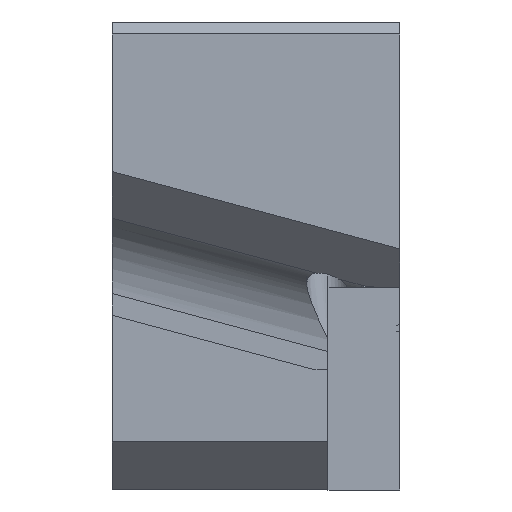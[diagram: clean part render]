
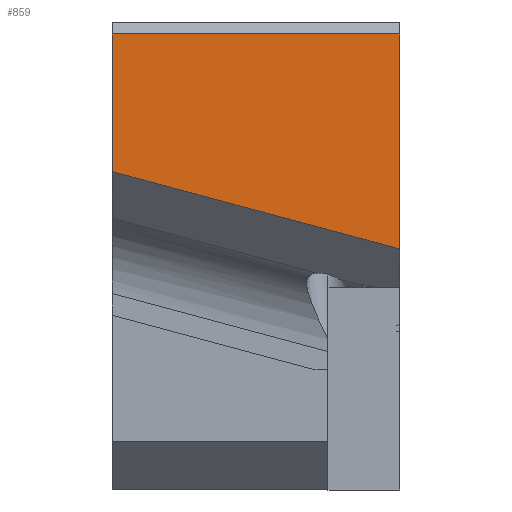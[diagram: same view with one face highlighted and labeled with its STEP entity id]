
A CAD part, left-side view. The second image highlights one B-rep face of the part: STEP entity #859.
In plain terms, the highlighted planar face has unit normal (-1, 0, 0).
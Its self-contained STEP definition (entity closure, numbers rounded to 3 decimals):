
#7 = CARTESIAN_POINT ( 'NONE',  ( -105., 0., -0.5 ) ) ;
#60 = CARTESIAN_POINT ( 'NONE',  ( -105., 0., -9.451 ) ) ;
#79 = VERTEX_POINT ( 'NONE', #60 ) ;
#117 = CARTESIAN_POINT ( 'NONE',  ( -105., 12., 0. ) ) ;
#185 = LINE ( 'NONE', #7, #1172 ) ;
#459 = ORIENTED_EDGE ( 'NONE', *, *, #2506, .T. ) ;
#515 = FACE_OUTER_BOUND ( 'NONE', #665, .T. ) ;
#639 = CARTESIAN_POINT ( 'NONE',  ( -105., 0., 0. ) ) ;
#652 = DIRECTION ( 'NONE',  ( 0., 0., 1. ) ) ;
#665 = EDGE_LOOP ( 'NONE', ( #909, #1418, #2437, #459 ) ) ;
#710 = VECTOR ( 'NONE', #1882, 1000. ) ;
#859 = ADVANCED_FACE ( 'NONE', ( #515 ), #1631, .F. ) ;
#870 = LINE ( 'NONE', #639, #1834 ) ;
#909 = ORIENTED_EDGE ( 'NONE', *, *, #1661, .T. ) ;
#929 = VERTEX_POINT ( 'NONE', #1592 ) ;
#1172 = VECTOR ( 'NONE', #1365, 1000. ) ;
#1178 = VERTEX_POINT ( 'NONE', #1322 ) ;
#1289 = LINE ( 'NONE', #117, #1791 ) ;
#1301 = DIRECTION ( 'NONE',  ( 0., 0., -1. ) ) ;
#1322 = CARTESIAN_POINT ( 'NONE',  ( -105., 12., -6.236 ) ) ;
#1365 = DIRECTION ( 'NONE',  ( 0., 1., 0. ) ) ;
#1382 = AXIS2_PLACEMENT_3D ( 'NONE', #1641, #1627, #1620 ) ;
#1418 = ORIENTED_EDGE ( 'NONE', *, *, #2274, .T. ) ;
#1592 = CARTESIAN_POINT ( 'NONE',  ( -105., 0., -0.5 ) ) ;
#1620 = DIRECTION ( 'NONE',  ( 0., 0., -1. ) ) ;
#1627 = DIRECTION ( 'NONE',  ( 1., 0., 0. ) ) ;
#1631 = PLANE ( 'NONE',  #1382 ) ;
#1641 = CARTESIAN_POINT ( 'NONE',  ( -105., 0., 0. ) ) ;
#1661 = EDGE_CURVE ( 'NONE', #79, #929, #870, .T. ) ;
#1674 = CARTESIAN_POINT ( 'NONE',  ( -105., 2.363, -8.818 ) ) ;
#1791 = VECTOR ( 'NONE', #1301, 1000. ) ;
#1834 = VECTOR ( 'NONE', #652, 1000. ) ;
#1882 = DIRECTION ( 'NONE',  ( 0., -0.966, -0.259 ) ) ;
#2245 = LINE ( 'NONE', #1674, #710 ) ;
#2274 = EDGE_CURVE ( 'NONE', #929, #2487, #185, .T. ) ;
#2430 = CARTESIAN_POINT ( 'NONE',  ( -105., 12., -0.5 ) ) ;
#2437 = ORIENTED_EDGE ( 'NONE', *, *, #2503, .T. ) ;
#2487 = VERTEX_POINT ( 'NONE', #2430 ) ;
#2503 = EDGE_CURVE ( 'NONE', #2487, #1178, #1289, .T. ) ;
#2506 = EDGE_CURVE ( 'NONE', #1178, #79, #2245, .T. ) ;
